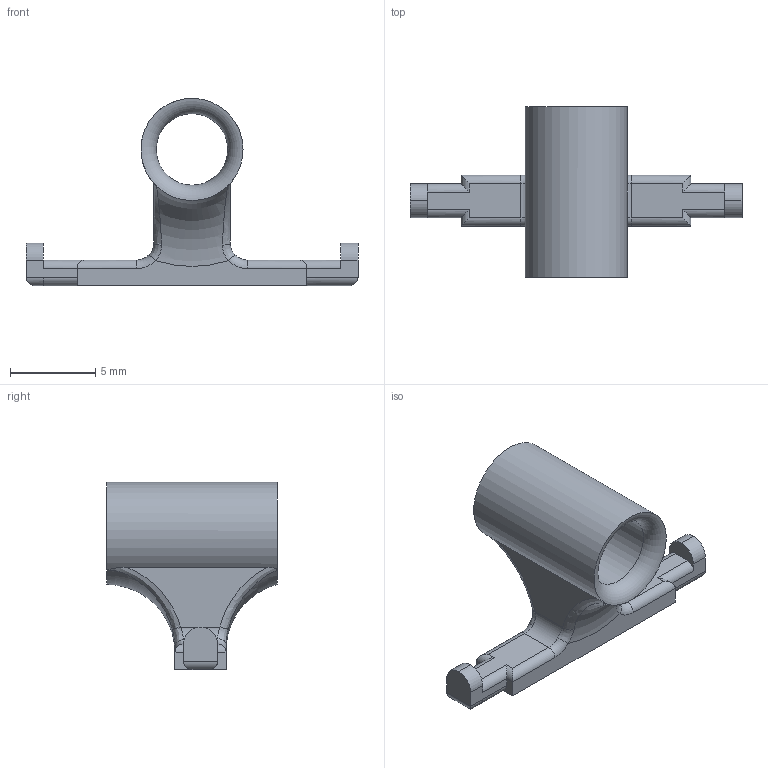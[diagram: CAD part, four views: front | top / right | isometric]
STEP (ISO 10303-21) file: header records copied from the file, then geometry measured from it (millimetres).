
FILE_DESCRIPTION(/* description */ (''),/* implementation_level */ '2;1');
FILE_NAME(/* name */ '7-Attache_electronique v1.step',/* time_stamp */ '2023-06-05T13:53:44+02:00',/* author */ (''),/* organization */ (''),/* preprocessor_version */ 'ST-DEVELOPER v19.2',/* originating_system */ 'Autodesk Translation Framework v12.6.0.85',/* authorisation */ '');
FILE_SCHEMA (('AUTOMOTIVE_DESIGN { 1 0 10303 214 3 1 1 }'));
Length unit declared in the file: millimetre
Products named in the file (1): 7-Attache_electronique
Bounding box: 19.5 x 10 x 11 mm (x, y, z)
Volume: 301.1 mm3; surface area: 538.8 mm2
Topology: 1 solids, 1 shells, 62 faces, 158 edges, 96 vertices
Faces by surface type: cylinder 27, plane 19, torus 8, bspline 8
Full cylindrical faces by diameter (mm): 4.2 x1
Entity records: 2152 total; most frequent: CARTESIAN_POINT 635, ORIENTED_EDGE 316, DIRECTION 311, EDGE_CURVE 158, AXIS2_PLACEMENT_3D 118, VERTEX_POINT 96, LINE 75, VECTOR 75
